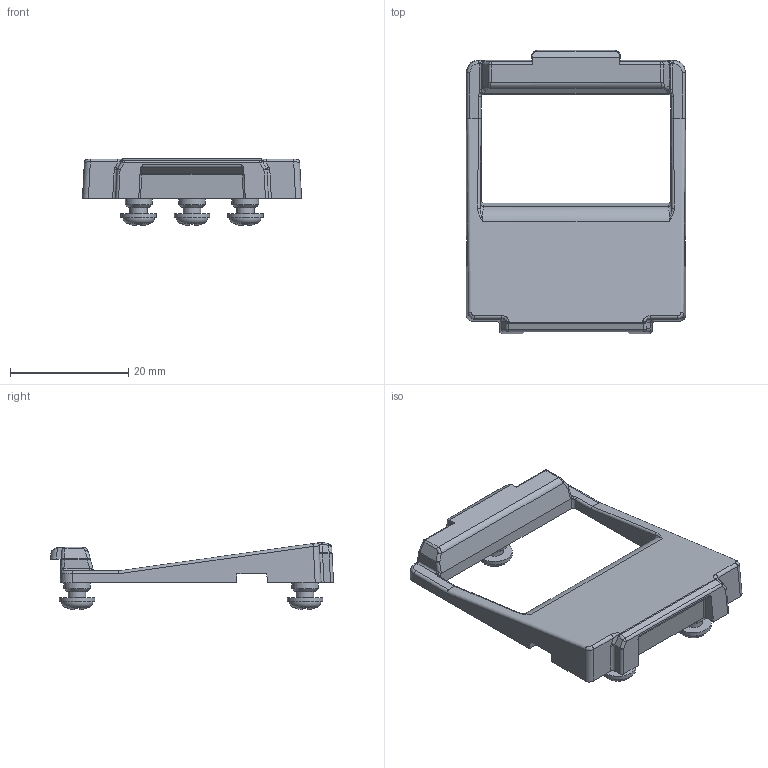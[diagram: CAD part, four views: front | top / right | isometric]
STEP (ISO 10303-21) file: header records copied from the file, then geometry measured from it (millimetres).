
FILE_DESCRIPTION((''),'2;1');
FILE_NAME('34000800_UDS-B-A.stp','2010-03-23T12:43:36',('haertel'),(''),'Autodesk Inventor 2010','Autodesk Inventor 2010','');
FILE_SCHEMA(('AUTOMOTIVE_DESIGN { 1 0 10303 214 1 1 1 1 }'));
Length unit declared in the file: millimetre
Products named in the file (5): UDS-G-A_3D; 1007972_3DSYM; PART1; SHRKA30X6-WN1411-3D; TEIL1
Assembly tree (6 placements, depth 3):
  UDS-G-A_3D
    1007972_3DSYM
      PART1
    SHRKA30X6-WN1411-3D  x3
      TEIL1
Bounding box: 37 x 47.8 x 11.39 mm (x, y, z)
Volume: 4151.7 mm3; surface area: 4415.4 mm2
Topology: 4 solids, 4 shells, 360 faces, 866 edges, 512 vertices
Faces by surface type: plane 122, cylinder 112, bspline 63, torus 39, sphere 15, cone 9
Full cylindrical faces by diameter (mm): 3 x3, 4.5 x3, 5.3 x3, 6 x3
Entity records: 10986 total; most frequent: CARTESIAN_POINT 4381, DIRECTION 1399, ORIENTED_EDGE 1318, EDGE_CURVE 659, AXIS2_PLACEMENT_3D 544, VERTEX_POINT 398, EDGE_LOOP 321, VECTOR 311
